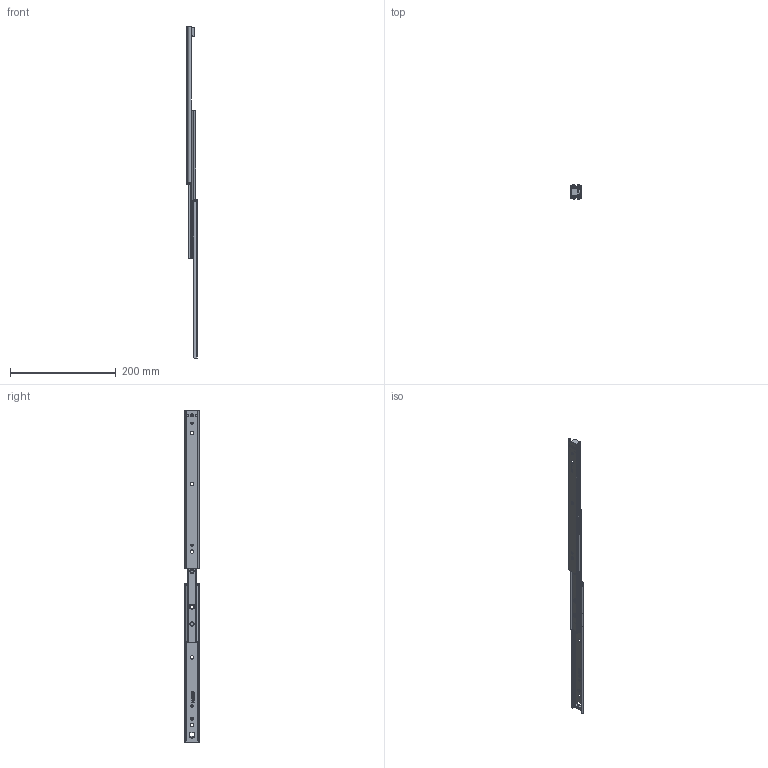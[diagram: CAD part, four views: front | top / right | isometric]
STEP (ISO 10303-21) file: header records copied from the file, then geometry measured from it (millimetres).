
FILE_DESCRIPTION(/* description */ ('Überauszug Serie 040 320x328'),/* implementation_level */ '2;1');
FILE_NAME(/* name */ '07000056003.stp',/* time_stamp */ '2020-06-18T12:39:42+02:00',/* author */ ('Philipp Joos'),/* organization */ (''),/* preprocessor_version */ 'ST-DEVELOPER v18',/* originating_system */ 'Autodesk Inventor 2020',/* authorisation */ '');
FILE_SCHEMA (('AUTOMOTIVE_DESIGN { 1 0 10303 214 3 1 1 }'));
Length unit declared in the file: millimetre
Products named in the file (1): 07000056003
Bounding box: 20.25 x 27.2 x 628 mm (x, y, z)
Volume: 59596.8 mm3; surface area: 100144.1 mm2
Topology: 60 solids, 60 shells, 1339 faces, 3618 edges, 2329 vertices
Faces by surface type: plane 582, cylinder 461, bspline 129, torus 99, sphere 50, cone 18
Full cylindrical faces by diameter (mm): 3.65 x4, 4.2 x48, 4.3 x1, 4.5 x4, 4.6 x4, 5.2 x4, 5.9 x1, 6 x1, 6.5 x6, 8 x2, 8.2 x3, 10 x4, 12 x4
Entity records: 46544 total; most frequent: CARTESIAN_POINT 11528, ORIENTED_EDGE 7018, DIRECTION 6882, EDGE_CURVE 3509, AXIS2_PLACEMENT_3D 2500, VERTEX_POINT 2329, LINE 1882, VECTOR 1882
